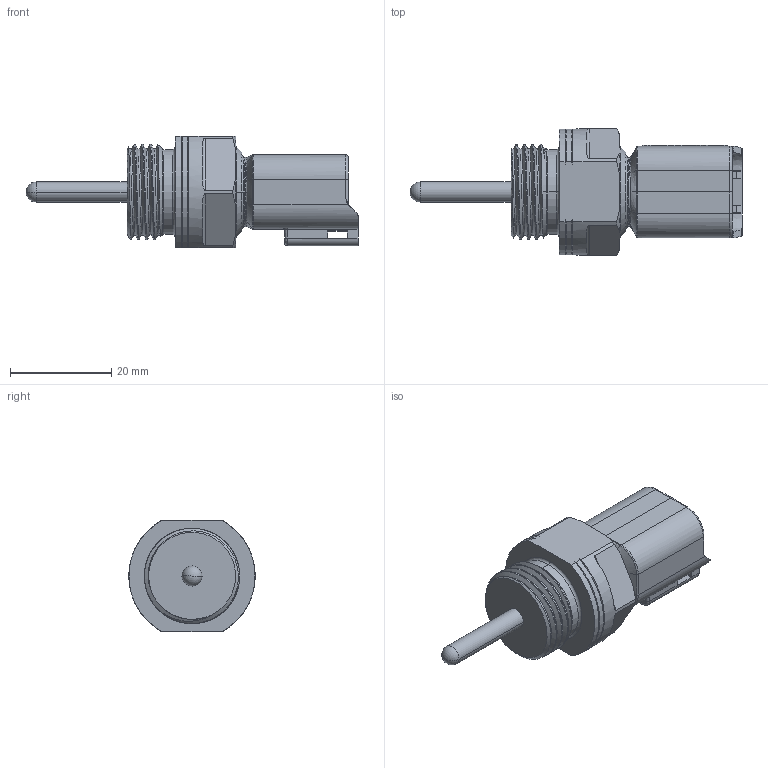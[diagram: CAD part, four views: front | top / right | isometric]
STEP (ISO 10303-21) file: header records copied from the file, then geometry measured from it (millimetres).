
FILE_DESCRIPTION((''),'2;1');
FILE_NAME('LTPCTAA-20UEBIT-01','2015-03-31T',('e837904'),(''),'PRO/ENGINEER BY PARAMETRIC TECHNOLOGY CORPORATION, 2013410','PRO/ENGINEER BY PARAMETRIC TECHNOLOGY CORPORATION, 2013410','');
FILE_SCHEMA(('CONFIG_CONTROL_DESIGN'));
Length unit declared in the file: millimetre
Products named in the file (1): LTPCTAA-20UEBIT-01
Bounding box: 65.7 x 25 x 22 mm (x, y, z)
Volume: 10372.3 mm3; surface area: 5584.1 mm2
Topology: 1 solids, 1 shells, 381 faces, 995 edges, 628 vertices
Faces by surface type: plane 128, extrusion 79, bspline 61, cylinder 58, cone 37, torus 16, sphere 2
Entity records: 21065 total; most frequent: CARTESIAN_POINT 7806, ORIENTED_EDGE 1986, DIRECTION 1416, EDGE_CURVE 993, FILL_AREA_STYLE_COLOUR 719, FILL_AREA_STYLE 719, SURFACE_STYLE_FILL_AREA 719, SURFACE_SIDE_STYLE 719
